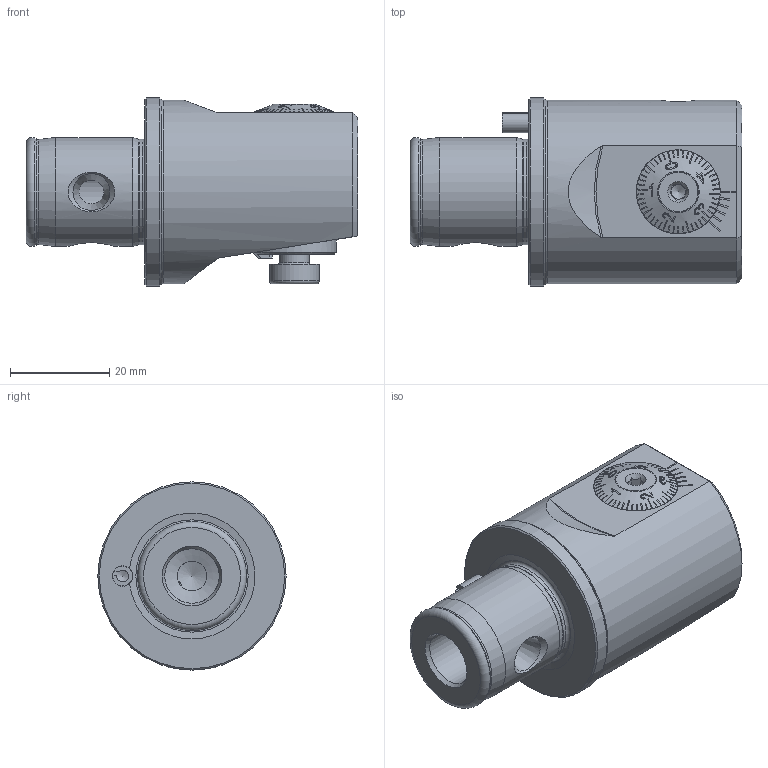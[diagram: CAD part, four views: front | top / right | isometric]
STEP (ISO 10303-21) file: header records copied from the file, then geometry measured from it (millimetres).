
FILE_DESCRIPTION(/* description */ ('STEP AP203'),/* implementation_level */ '2;1');
FILE_NAME(/* name */ 'S22-FBH40-51.stp',/* time_stamp */ '2022-08-05T15:14:44+09:00',/* author */ ('KKK'),/* organization */ (''),/* preprocessor_version */ 'ST-DEVELOPER v18.1',/* originating_system */ 'Autodesk Inventor 2022',/* authorisation */ '');
FILE_SCHEMA (('AUTOMOTIVE_DESIGN { 1 0 10303 214 3 1 1 }'));
Length unit declared in the file: millimetre
Products named in the file (16): YG4-F32.AA4.047; YG4-F32.AA3.047_A_Aktuell 04.2019; F32-BG1.AA4.017_Standart; F32-BG1.DA3.017_A_Aktuell 0.6.2014-Mx1.3; F32-BG2.014.012_A; F32-BG2.017.003_A; F32-BG2.017.004_A; F32-BG2.009.012_A; F32-BG1.010.006_A; DIN 3771 - 15x1.0; Klebstoff D6; T7 M2.5 x 6; ISO 4026 - M6 x 8; F32-BG3.006.026_A; DIN 7984 - M6 x 10; ISO 8752 4x12
Assembly tree (15 placements, depth 3):
  YG4-F32.AA4.047
    YG4-F32.AA3.047_A_Aktuell 04.2019
    F32-BG1.AA4.017_Standart
      F32-BG1.DA3.017_A_Aktuell 0.6.2014-Mx1.3
      F32-BG2.014.012_A
      F32-BG2.017.003_A
      F32-BG2.017.004_A
      F32-BG2.009.012_A
      F32-BG1.010.006_A
      DIN 3771 - 15x1.0
    Klebstoff D6
    T7 M2.5 x 6
    ISO 4026 - M6 x 8
    F32-BG3.006.026_A
    DIN 7984 - M6 x 10
    ISO 8752 4x12
Bounding box: 67 x 38 x 38 mm (x, y, z)
Volume: 46058.9 mm3; surface area: 18478.5 mm2
Topology: 14 solids, 14 shells, 541 faces, 1458 edges, 954 vertices
Faces by surface type: plane 304, cone 113, cylinder 66, bspline 35, torus 23
Full cylindrical faces by diameter (mm): 1.5 x3, 2.05 x1, 2.2 x1, 2.5 x1, 2.7 x1, 2.9 x1, 3 x1, 3.3 x4, 4.1 x1, 4.2 x1, 5 x4, 5.95 x1, 6 x5, 7 x1, 7.4 x1, 7.6 x1, 7.95 x1, 8 x3, 8.5 x1, 10 x4, 10.3 x1, 11 x1, 14 x2, 14.65 x1, 16.85 x1, 16.98 x1, 17 x3, 21.3 x1, 22 x1, 37 x1
Entity records: 20195 total; most frequent: CARTESIAN_POINT 6177, ORIENTED_EDGE 2902, DIRECTION 2786, EDGE_CURVE 1451, AXIS2_PLACEMENT_3D 1022, VERTEX_POINT 954, LINE 742, VECTOR 742
